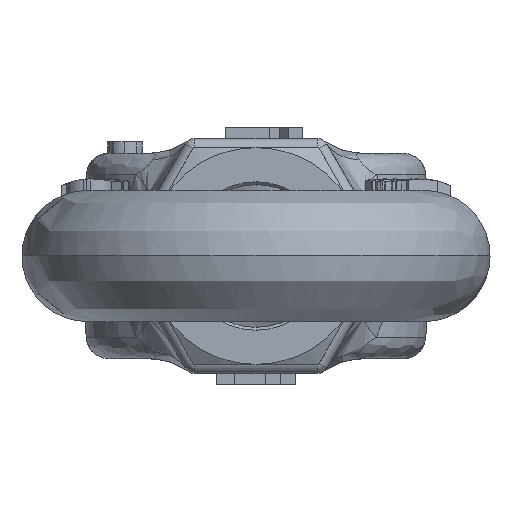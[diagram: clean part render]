
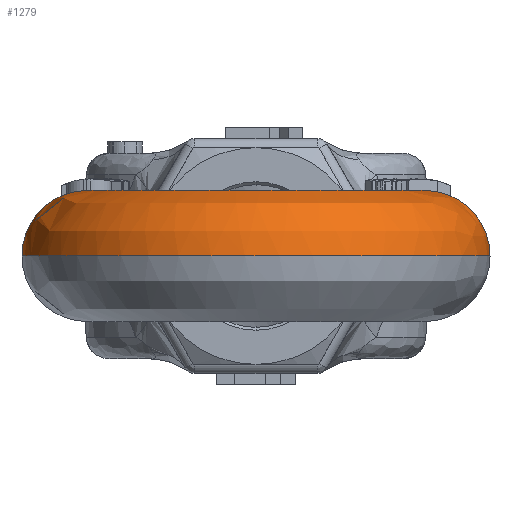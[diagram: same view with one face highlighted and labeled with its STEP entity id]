
A CAD part, left-side view. The second image highlights one B-rep face of the part: STEP entity #1279.
In plain terms, the highlighted free-form (B-spline) face has degree [3, 3] with [7, 4] control points.
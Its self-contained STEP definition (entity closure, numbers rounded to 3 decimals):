
#1279=ADVANCED_FACE('NONE',(#2792),#2793,.T.);
#2792=FACE_OUTER_BOUND('',#8329,.T.);
#2793=(B_SPLINE_SURFACE(3,3,((#8331,#8332,#8333,#8334),(#8335,#8336,#8337,#8338),(#8339,#8340,#8341,#8342),(#8343,#8344,#8345,#8346),(#8347,#8348,#8349,#8350),(#8351,#8352,#8353,#8354),(#8355,#8356,#8357,#8358)),.UNSPECIFIED.,.T.,.F.,.F.)B_SPLINE_SURFACE_WITH_KNOTS((4,3,4),(4,4),(0.0,0.5,1.0),(0.0,1.0),.UNSPECIFIED.)RATIONAL_B_SPLINE_SURFACE(((1.0,0.334,0.334,1.0),(0.333,0.111,0.111,0.333),(0.333,0.111,0.111,0.333),(1.0,0.334,0.334,1.0),(0.333,0.111,0.111,0.333),(0.333,0.111,0.111,0.333),(1.0,0.334,0.334,1.0)))BOUNDED_SURFACE()REPRESENTATION_ITEM('')GEOMETRIC_REPRESENTATION_ITEM()SURFACE());
#8329=EDGE_LOOP('',(#13246,#13247,#13248,#13249));
#8331=CARTESIAN_POINT('',(-68.293,114.952,145.444));
#8332=CARTESIAN_POINT('',(-109.214,114.912,145.444));
#8333=CARTESIAN_POINT('',(-109.214,73.992,145.444));
#8334=CARTESIAN_POINT('',(-68.293,73.952,145.444));
#8335=CARTESIAN_POINT('',(-68.293,114.952,133.944));
#8336=CARTESIAN_POINT('',(-109.214,114.912,133.944));
#8337=CARTESIAN_POINT('',(-109.214,73.992,133.944));
#8338=CARTESIAN_POINT('',(-68.293,73.952,133.944));
#8339=CARTESIAN_POINT('',(-68.282,103.452,133.944));
#8340=CARTESIAN_POINT('',(-86.247,103.434,133.944));
#8341=CARTESIAN_POINT('',(-86.247,85.469,133.944));
#8342=CARTESIAN_POINT('',(-68.282,85.452,133.944));
#8343=CARTESIAN_POINT('',(-68.282,103.452,145.444));
#8344=CARTESIAN_POINT('',(-86.247,103.434,145.444));
#8345=CARTESIAN_POINT('',(-86.247,85.469,145.444));
#8346=CARTESIAN_POINT('',(-68.282,85.452,145.444));
#8347=CARTESIAN_POINT('',(-68.282,103.452,156.944));
#8348=CARTESIAN_POINT('',(-86.247,103.434,156.944));
#8349=CARTESIAN_POINT('',(-86.247,85.469,156.944));
#8350=CARTESIAN_POINT('',(-68.282,85.452,156.944));
#8351=CARTESIAN_POINT('',(-68.293,114.952,156.944));
#8352=CARTESIAN_POINT('',(-109.214,114.912,156.944));
#8353=CARTESIAN_POINT('',(-109.214,73.992,156.944));
#8354=CARTESIAN_POINT('',(-68.293,73.952,156.944));
#8355=CARTESIAN_POINT('',(-68.293,114.952,145.444));
#8356=CARTESIAN_POINT('',(-109.214,114.912,145.444));
#8357=CARTESIAN_POINT('',(-109.214,73.992,145.444));
#8358=CARTESIAN_POINT('',(-68.293,73.952,145.444));
#13246=ORIENTED_EDGE('',*,*,#16698,.F.);
#13247=ORIENTED_EDGE('',*,*,#16699,.F.);
#13248=ORIENTED_EDGE('',*,*,#16700,.T.);
#13249=ORIENTED_EDGE('',*,*,#16701,.F.);
#16698=EDGE_CURVE('',#19196,#19197,#19198,.T.);
#16699=EDGE_CURVE('NONE',#19199,#19196,#19200,.T.);
#16700=EDGE_CURVE('',#19199,#19201,#19202,.T.);
#16701=EDGE_CURVE('NONE',#19197,#19201,#19203,.T.);
#19196=VERTEX_POINT('NONE',#26120);
#19197=VERTEX_POINT('NONE',#26121);
#19198=(B_SPLINE_CURVE(3,(#26123,#26124,#26125,#26126),.UNSPECIFIED.,.F.,.F.)B_SPLINE_CURVE_WITH_KNOTS((4,4),(-1.0,-0.0),.UNSPECIFIED.)RATIONAL_B_SPLINE_CURVE((1.0,0.334,0.334,1.0))BOUNDED_CURVE()REPRESENTATION_ITEM('')GEOMETRIC_REPRESENTATION_ITEM()CURVE());
#19199=VERTEX_POINT('',#26133);
#19200=CIRCLE('',#26134,5.75);
#19201=VERTEX_POINT('',#26135);
#19202=(B_SPLINE_CURVE(3,(#26137,#26138,#26139,#26140),.UNSPECIFIED.,.F.,.F.)B_SPLINE_CURVE_WITH_KNOTS((4,4),(-1.0,-0.0),.UNSPECIFIED.)RATIONAL_B_SPLINE_CURVE((1.0,0.334,0.334,1.0))BOUNDED_CURVE()REPRESENTATION_ITEM('')GEOMETRIC_REPRESENTATION_ITEM()CURVE());
#19203=CIRCLE('',#26147,5.75);
#26120=CARTESIAN_POINT('',(-68.293,73.952,145.444));
#26121=CARTESIAN_POINT('',(-68.293,114.952,145.444));
#26123=CARTESIAN_POINT('',(-68.293,73.952,145.444));
#26124=CARTESIAN_POINT('',(-109.214,73.992,145.444));
#26125=CARTESIAN_POINT('',(-109.214,114.912,145.444));
#26126=CARTESIAN_POINT('',(-68.293,114.952,145.444));
#26133=CARTESIAN_POINT('',(-68.282,85.452,145.444));
#26134=AXIS2_PLACEMENT_3D('',#31519,#31520,#31521);
#26135=CARTESIAN_POINT('',(-68.282,103.452,145.444));
#26137=CARTESIAN_POINT('',(-68.282,85.452,145.444));
#26138=CARTESIAN_POINT('',(-86.247,85.469,145.444));
#26139=CARTESIAN_POINT('',(-86.247,103.434,145.444));
#26140=CARTESIAN_POINT('',(-68.282,103.452,145.444));
#26147=AXIS2_PLACEMENT_3D('',#31522,#31523,#31524);
#31519=CARTESIAN_POINT('',(-68.288,79.702,145.444));
#31520=DIRECTION('',(1.,-0.001,0.0));
#31521=DIRECTION('',(-0.001,-1.,0.0));
#31522=CARTESIAN_POINT('',(-68.288,109.202,145.444));
#31523=DIRECTION('',(1.,0.001,0.0));
#31524=DIRECTION('',(-0.001,1.,0.0));
